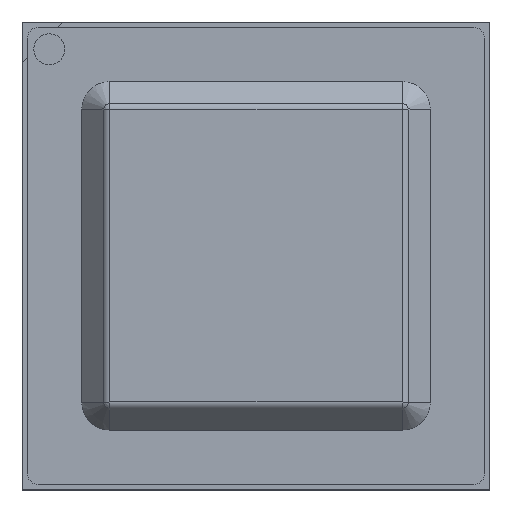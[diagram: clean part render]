
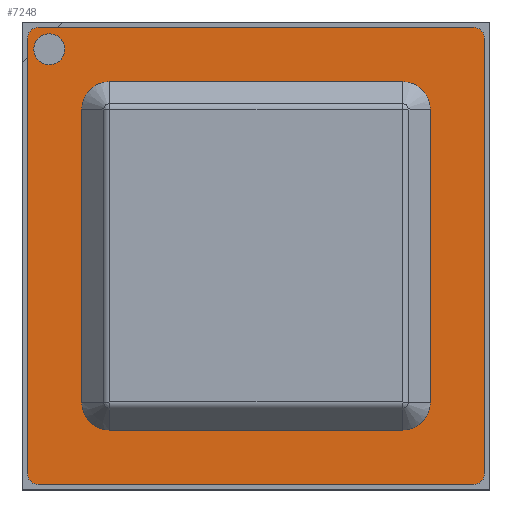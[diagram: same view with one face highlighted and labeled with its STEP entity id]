
A CAD part, top view. The second image highlights one B-rep face of the part: STEP entity #7248.
In plain terms, the highlighted planar face has unit normal (0, 0, 1).
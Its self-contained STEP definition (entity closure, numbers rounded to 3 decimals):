
#14=FACE_BOUND('',#2343,.T.);
#15=FACE_BOUND('',#2344,.T.);
#928=CIRCLE('',#7714,0.569);
#932=CIRCLE('',#7725,1.);
#933=CIRCLE('',#7728,1.);
#934=CIRCLE('',#7733,1.);
#935=CIRCLE('',#7735,1.);
#937=CIRCLE('',#7740,0.4);
#939=CIRCLE('',#7744,0.4);
#941=CIRCLE('',#7748,0.4);
#942=CIRCLE('',#7751,0.4);
#1864=FACE_OUTER_BOUND('',#2342,.T.);
#2342=EDGE_LOOP('',(#5387,#5388,#5389,#5390,#5391,#5392,#5393,#5394));
#2343=EDGE_LOOP('',(#5395));
#2344=EDGE_LOOP('',(#5396,#5397,#5398,#5399,#5400,#5401,#5402,#5403));
#3259=LINE('',#12170,#3320);
#3262=LINE('',#12178,#3323);
#3263=LINE('',#12182,#3324);
#3267=LINE('',#12193,#3328);
#3269=LINE('',#12198,#3330);
#3274=LINE('',#12212,#3335);
#3278=LINE('',#12224,#3339);
#3282=LINE('',#12235,#3343);
#3320=VECTOR('',#9146,10.);
#3323=VECTOR('',#9155,10.);
#3324=VECTOR('',#9160,10.);
#3328=VECTOR('',#9174,10.);
#3330=VECTOR('',#9178,10.);
#3335=VECTOR('',#9191,10.);
#3339=VECTOR('',#9203,10.);
#3343=VECTOR('',#9215,10.);
#3367=VERTEX_POINT('',#11918);
#3383=VERTEX_POINT('',#12162);
#3384=VERTEX_POINT('',#12164);
#3385=VERTEX_POINT('',#12168);
#3386=VERTEX_POINT('',#12172);
#3387=VERTEX_POINT('',#12176);
#3388=VERTEX_POINT('',#12181);
#3389=VERTEX_POINT('',#12185);
#3390=VERTEX_POINT('',#12189);
#3391=VERTEX_POINT('',#12195);
#3392=VERTEX_POINT('',#12197);
#3395=VERTEX_POINT('',#12205);
#3397=VERTEX_POINT('',#12211);
#3399=VERTEX_POINT('',#12217);
#3401=VERTEX_POINT('',#12223);
#3403=VERTEX_POINT('',#12229);
#3404=VERTEX_POINT('',#12234);
#4306=EDGE_CURVE('',#3367,#3367,#928,.T.);
#4332=EDGE_CURVE('',#3384,#3383,#932,.T.);
#4335=EDGE_CURVE('',#3383,#3385,#3259,.T.);
#4337=EDGE_CURVE('',#3385,#3386,#933,.T.);
#4339=EDGE_CURVE('',#3386,#3387,#3262,.T.);
#4340=EDGE_CURVE('',#3388,#3384,#3263,.T.);
#4343=EDGE_CURVE('',#3387,#3389,#934,.T.);
#4344=EDGE_CURVE('',#3390,#3388,#935,.T.);
#4346=EDGE_CURVE('',#3389,#3390,#3267,.T.);
#4348=EDGE_CURVE('',#3392,#3391,#3269,.T.);
#4352=EDGE_CURVE('',#3395,#3392,#937,.T.);
#4355=EDGE_CURVE('',#3397,#3395,#3274,.T.);
#4358=EDGE_CURVE('',#3399,#3397,#939,.T.);
#4361=EDGE_CURVE('',#3401,#3399,#3278,.T.);
#4364=EDGE_CURVE('',#3403,#3401,#941,.T.);
#4367=EDGE_CURVE('',#3404,#3403,#3282,.T.);
#4369=EDGE_CURVE('',#3391,#3404,#942,.T.);
#5387=ORIENTED_EDGE('',*,*,#4369,.T.);
#5388=ORIENTED_EDGE('',*,*,#4367,.T.);
#5389=ORIENTED_EDGE('',*,*,#4364,.T.);
#5390=ORIENTED_EDGE('',*,*,#4361,.T.);
#5391=ORIENTED_EDGE('',*,*,#4358,.T.);
#5392=ORIENTED_EDGE('',*,*,#4355,.T.);
#5393=ORIENTED_EDGE('',*,*,#4352,.T.);
#5394=ORIENTED_EDGE('',*,*,#4348,.T.);
#5395=ORIENTED_EDGE('',*,*,#4306,.T.);
#5396=ORIENTED_EDGE('',*,*,#4339,.T.);
#5397=ORIENTED_EDGE('',*,*,#4343,.T.);
#5398=ORIENTED_EDGE('',*,*,#4346,.T.);
#5399=ORIENTED_EDGE('',*,*,#4344,.T.);
#5400=ORIENTED_EDGE('',*,*,#4340,.T.);
#5401=ORIENTED_EDGE('',*,*,#4332,.T.);
#5402=ORIENTED_EDGE('',*,*,#4335,.T.);
#5403=ORIENTED_EDGE('',*,*,#4337,.T.);
#7210=PLANE('',#7752);
#7248=ADVANCED_FACE('',(#1864,#14,#15),#7210,.T.);
#7714=AXIS2_PLACEMENT_3D('',#11919,#9108,#9109);
#7725=AXIS2_PLACEMENT_3D('',#12165,#9140,#9141);
#7728=AXIS2_PLACEMENT_3D('',#12174,#9150,#9151);
#7733=AXIS2_PLACEMENT_3D('',#12187,#9165,#9166);
#7735=AXIS2_PLACEMENT_3D('',#12190,#9169,#9170);
#7740=AXIS2_PLACEMENT_3D('',#12206,#9185,#9186);
#7744=AXIS2_PLACEMENT_3D('',#12218,#9197,#9198);
#7748=AXIS2_PLACEMENT_3D('',#12230,#9209,#9210);
#7751=AXIS2_PLACEMENT_3D('',#12238,#9219,#9220);
#7752=AXIS2_PLACEMENT_3D('',#12239,#9221,#9222);
#9108=DIRECTION('center_axis',(0.,0.,-1.));
#9109=DIRECTION('ref_axis',(-1.,0.,0.));
#9140=DIRECTION('center_axis',(0.,0.,-1.));
#9141=DIRECTION('ref_axis',(-1.,0.,0.));
#9146=DIRECTION('',(0.,1.,0.));
#9150=DIRECTION('center_axis',(0.,0.,-1.));
#9151=DIRECTION('ref_axis',(0.,1.,0.));
#9155=DIRECTION('',(1.,0.,0.));
#9160=DIRECTION('',(-1.,0.,0.));
#9165=DIRECTION('center_axis',(0.,0.,-1.));
#9166=DIRECTION('ref_axis',(1.,0.,0.));
#9169=DIRECTION('center_axis',(0.,0.,-1.));
#9170=DIRECTION('ref_axis',(0.,-1.,0.));
#9174=DIRECTION('',(0.,-1.,0.));
#9178=DIRECTION('',(-1.,0.,0.));
#9185=DIRECTION('center_axis',(0.,0.,1.));
#9186=DIRECTION('ref_axis',(1.,0.,0.));
#9191=DIRECTION('',(0.,1.,0.));
#9197=DIRECTION('center_axis',(0.,0.,1.));
#9198=DIRECTION('ref_axis',(0.,-1.,0.));
#9203=DIRECTION('',(1.,0.,0.));
#9209=DIRECTION('center_axis',(0.,0.,1.));
#9210=DIRECTION('ref_axis',(-1.,0.,0.));
#9215=DIRECTION('',(0.,-1.,0.));
#9219=DIRECTION('center_axis',(0.,0.,1.));
#9220=DIRECTION('ref_axis',(0.,1.,0.));
#9221=DIRECTION('center_axis',(0.,0.,1.));
#9222=DIRECTION('ref_axis',(-1.,0.,0.));
#11918=CARTESIAN_POINT('',(-7.029,7.598,1.48));
#11919=CARTESIAN_POINT('Origin',(-7.598,7.598,1.48));
#12162=CARTESIAN_POINT('',(-6.4,-5.4,1.48));
#12164=CARTESIAN_POINT('',(-5.4,-6.4,1.48));
#12165=CARTESIAN_POINT('Origin',(-5.4,-5.4,1.48));
#12168=CARTESIAN_POINT('',(-6.4,5.4,1.48));
#12170=CARTESIAN_POINT('',(-6.4,2.7,1.48));
#12172=CARTESIAN_POINT('',(-5.4,6.4,1.48));
#12174=CARTESIAN_POINT('Origin',(-5.4,5.4,1.48));
#12176=CARTESIAN_POINT('',(5.4,6.4,1.48));
#12178=CARTESIAN_POINT('',(2.7,6.4,1.48));
#12181=CARTESIAN_POINT('',(5.4,-6.4,1.48));
#12182=CARTESIAN_POINT('',(-2.7,-6.4,1.48));
#12185=CARTESIAN_POINT('',(6.4,5.4,1.48));
#12187=CARTESIAN_POINT('Origin',(5.4,5.4,1.48));
#12189=CARTESIAN_POINT('',(6.4,-5.4,1.48));
#12190=CARTESIAN_POINT('Origin',(5.4,-5.4,1.48));
#12193=CARTESIAN_POINT('',(6.4,-2.7,1.48));
#12195=CARTESIAN_POINT('',(-8.,8.4,1.48));
#12197=CARTESIAN_POINT('',(8.,8.4,1.48));
#12198=CARTESIAN_POINT('',(-8.,8.4,1.48));
#12205=CARTESIAN_POINT('',(8.4,8.,1.48));
#12206=CARTESIAN_POINT('Origin',(8.,8.,1.48));
#12211=CARTESIAN_POINT('',(8.4,-8.,1.48));
#12212=CARTESIAN_POINT('',(8.4,8.,1.48));
#12217=CARTESIAN_POINT('',(8.,-8.4,1.48));
#12218=CARTESIAN_POINT('Origin',(8.,-8.,1.48));
#12223=CARTESIAN_POINT('',(-8.,-8.4,1.48));
#12224=CARTESIAN_POINT('',(8.,-8.4,1.48));
#12229=CARTESIAN_POINT('',(-8.4,-8.,1.48));
#12230=CARTESIAN_POINT('Origin',(-8.,-8.,1.48));
#12234=CARTESIAN_POINT('',(-8.4,8.,1.48));
#12235=CARTESIAN_POINT('',(-8.4,-8.,1.48));
#12238=CARTESIAN_POINT('Origin',(-8.,8.,1.48));
#12239=CARTESIAN_POINT('Origin',(0.,0.,1.48));
